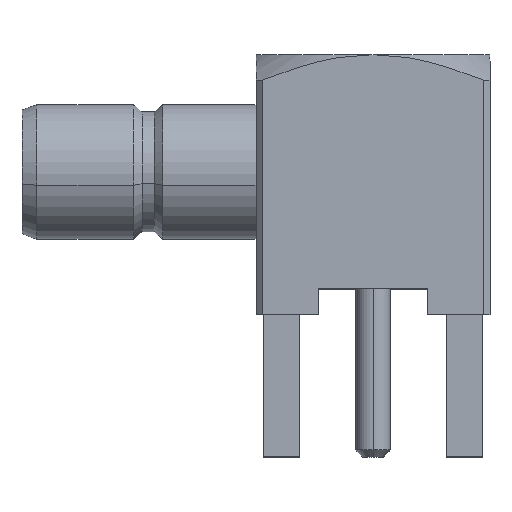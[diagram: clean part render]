
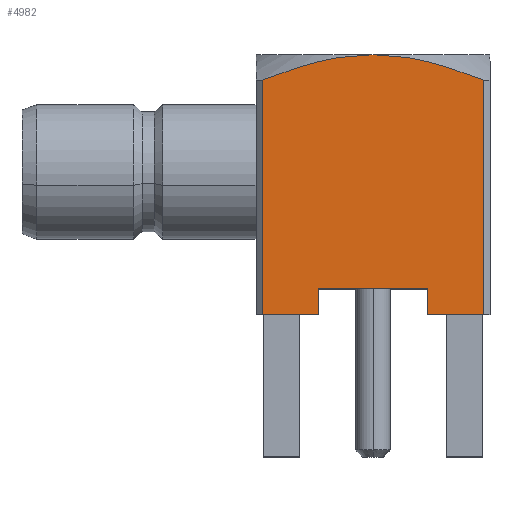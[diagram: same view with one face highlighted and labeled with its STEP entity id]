
A CAD part, top view. The second image highlights one B-rep face of the part: STEP entity #4982.
In plain terms, the highlighted planar face has unit normal (0, 0, 1).
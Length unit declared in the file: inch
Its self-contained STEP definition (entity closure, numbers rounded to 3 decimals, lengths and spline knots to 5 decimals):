
#18 = B_SPLINE_CURVE_WITH_KNOTS ( 'NONE', 3,
 ( #3098, #6120, #4580, #5648, #3226, #2621 ),
 .UNSPECIFIED., .F., .F.,
 ( 4, 2, 4 ),
 ( 0., 0.00155, 0.0031 ),
 .UNSPECIFIED. ) ;
#47 = LINE ( 'NONE', #5312, #2175 ) ;
#137 = EDGE_CURVE ( 'NONE', #2310, #4829, #3649, .T. ) ;
#220 = VERTEX_POINT ( 'NONE', #5086 ) ;
#224 = B_SPLINE_CURVE_WITH_KNOTS ( 'NONE', 3,
 ( #4702, #401, #335, #3615, #1305, #2632 ),
 .UNSPECIFIED., .F., .F.,
 ( 4, 2, 4 ),
 ( 0., 0.00155, 0.0031 ),
 .UNSPECIFIED. ) ;
#264 = CARTESIAN_POINT ( 'NONE',  ( -0.25197, 0.05906, 0.12598 ) ) ;
#274 = VERTEX_POINT ( 'NONE', #5001 ) ;
#309 = ORIENTED_EDGE ( 'NONE', *, *, #5392, .F. ) ;
#335 = CARTESIAN_POINT ( 'NONE',  ( -0.00302, 0.04078, 0.12598 ) ) ;
#349 = VERTEX_POINT ( 'NONE', #465 ) ;
#388 = CARTESIAN_POINT ( 'NONE',  ( 0.00039, -0.11929, 0.12598 ) ) ;
#401 = CARTESIAN_POINT ( 'NONE',  ( 0., 0.02065, 0.12598 ) ) ;
#465 = CARTESIAN_POINT ( 'NONE',  ( -0.27953, -0.1189, 0.12598 ) ) ;
#582 = VECTOR ( 'NONE', #3683, 39.37008 ) ;
#763 = VERTEX_POINT ( 'NONE', #3920 ) ;
#1086 = DIRECTION ( 'NONE',  ( -1., 0., 0. ) ) ;
#1291 = ORIENTED_EDGE ( 'NONE', *, *, #4483, .T. ) ;
#1305 = CARTESIAN_POINT ( 'NONE',  ( -0.01971, 0.09981, 0.12598 ) ) ;
#1618 = CARTESIAN_POINT ( 'NONE',  ( -0.27953, 0.1189, 0.12598 ) ) ;
#1639 = CARTESIAN_POINT ( 'NONE',  ( -0.25197, -0.05906, 0.12598 ) ) ;
#1695 = LINE ( 'NONE', #2155, #1964 ) ;
#1750 = CARTESIAN_POINT ( 'NONE',  ( -0.02728, -0.1189, 0.12598 ) ) ;
#1775 = CARTESIAN_POINT ( 'NONE',  ( -0.27953, -0.09252, 0.12598 ) ) ;
#1847 = DIRECTION ( 'NONE',  ( 0., 1., 0. ) ) ;
#1950 = LINE ( 'NONE', #5786, #2973 ) ;
#1964 = VECTOR ( 'NONE', #6021, 39.37008 ) ;
#2016 = ORIENTED_EDGE ( 'NONE', *, *, #137, .F. ) ;
#2070 = CARTESIAN_POINT ( 'NONE',  ( -0.13976, -0.05906, 0.12598 ) ) ;
#2155 = CARTESIAN_POINT ( 'NONE',  ( -0.27953, 0., 0.12598 ) ) ;
#2175 = VECTOR ( 'NONE', #1086, 39.37008 ) ;
#2220 = ORIENTED_EDGE ( 'NONE', *, *, #3025, .T. ) ;
#2224 = DIRECTION ( 'NONE',  ( -1., 0., 0. ) ) ;
#2273 = LINE ( 'NONE', #1775, #582 ) ;
#2310 = VERTEX_POINT ( 'NONE', #1639 ) ;
#2348 = FACE_OUTER_BOUND ( 'NONE', #6047, .T. ) ;
#2579 = ORIENTED_EDGE ( 'NONE', *, *, #5470, .T. ) ;
#2621 = CARTESIAN_POINT ( 'NONE',  ( -0.02728, -0.1189, 0.12598 ) ) ;
#2632 = CARTESIAN_POINT ( 'NONE',  ( -0.02728, 0.1189, 0.12598 ) ) ;
#2657 = CARTESIAN_POINT ( 'NONE',  ( -0.1534, -0.1189, 0.12598 ) ) ;
#2669 = DIRECTION ( 'NONE',  ( 0., 1., 0. ) ) ;
#2723 = VERTEX_POINT ( 'NONE', #4405 ) ;
#2973 = VECTOR ( 'NONE', #3432, 39.37008 ) ;
#3025 = EDGE_CURVE ( 'NONE', #2310, #274, #4017, .T. ) ;
#3040 = DIRECTION ( 'NONE',  ( -1., 0., 0. ) ) ;
#3098 = CARTESIAN_POINT ( 'NONE',  ( 0., 0., 0.12598 ) ) ;
#3116 = ORIENTED_EDGE ( 'NONE', *, *, #5636, .F. ) ;
#3149 = CARTESIAN_POINT ( 'NONE',  ( -0.25197, 0., 0.12598 ) ) ;
#3226 = CARTESIAN_POINT ( 'NONE',  ( -0.01971, -0.09981, 0.12598 ) ) ;
#3432 = DIRECTION ( 'NONE',  ( -1., 0., 0. ) ) ;
#3452 = EDGE_CURVE ( 'NONE', #763, #5219, #18, .T. ) ;
#3615 = CARTESIAN_POINT ( 'NONE',  ( -0.01291, 0.08034, 0.12598 ) ) ;
#3649 = LINE ( 'NONE', #3149, #5578 ) ;
#3683 = DIRECTION ( 'NONE',  ( 0., 1., 0. ) ) ;
#3729 = PLANE ( 'NONE',  #3806 ) ;
#3806 = AXIS2_PLACEMENT_3D ( 'NONE', #388, #4219, #1847 ) ;
#3911 = VECTOR ( 'NONE', #3040, 39.37008 ) ;
#3920 = CARTESIAN_POINT ( 'NONE',  ( 0., 0., 0.12598 ) ) ;
#4017 = LINE ( 'NONE', #2070, #3911 ) ;
#4066 = LINE ( 'NONE', #2657, #4700 ) ;
#4219 = DIRECTION ( 'NONE',  ( 0., 0., 1. ) ) ;
#4391 = VERTEX_POINT ( 'NONE', #1618 ) ;
#4405 = CARTESIAN_POINT ( 'NONE',  ( -0.02728, 0.1189, 0.12598 ) ) ;
#4483 = EDGE_CURVE ( 'NONE', #763, #2723, #224, .T. ) ;
#4580 = CARTESIAN_POINT ( 'NONE',  ( -0.00302, -0.04078, 0.12598 ) ) ;
#4700 = VECTOR ( 'NONE', #2224, 39.37008 ) ;
#4702 = CARTESIAN_POINT ( 'NONE',  ( 0., 0., 0.12598 ) ) ;
#4829 = VERTEX_POINT ( 'NONE', #264 ) ;
#4982 = ADVANCED_FACE ( 'NONE', ( #2348 ), #3729, .T. ) ;
#5001 = CARTESIAN_POINT ( 'NONE',  ( -0.27953, -0.05906, 0.12598 ) ) ;
#5086 = CARTESIAN_POINT ( 'NONE',  ( -0.27953, 0.05906, 0.12598 ) ) ;
#5219 = VERTEX_POINT ( 'NONE', #1750 ) ;
#5240 = ORIENTED_EDGE ( 'NONE', *, *, #5584, .T. ) ;
#5312 = CARTESIAN_POINT ( 'NONE',  ( -0.13976, 0.1189, 0.12598 ) ) ;
#5392 = EDGE_CURVE ( 'NONE', #349, #274, #2273, .T. ) ;
#5394 = ORIENTED_EDGE ( 'NONE', *, *, #3452, .F. ) ;
#5439 = EDGE_CURVE ( 'NONE', #5219, #349, #4066, .T. ) ;
#5470 = EDGE_CURVE ( 'NONE', #4391, #220, #1695, .T. ) ;
#5578 = VECTOR ( 'NONE', #2669, 39.37008 ) ;
#5584 = EDGE_CURVE ( 'NONE', #2723, #4391, #47, .T. ) ;
#5636 = EDGE_CURVE ( 'NONE', #4829, #220, #1950, .T. ) ;
#5648 = CARTESIAN_POINT ( 'NONE',  ( -0.01291, -0.08034, 0.12598 ) ) ;
#5786 = CARTESIAN_POINT ( 'NONE',  ( -0.26575, 0.05906, 0.12598 ) ) ;
#6021 = DIRECTION ( 'NONE',  ( 0., -1., 0. ) ) ;
#6047 = EDGE_LOOP ( 'NONE', ( #309, #6214, #5394, #1291, #5240, #2579, #3116, #2016, #2220 ) ) ;
#6120 = CARTESIAN_POINT ( 'NONE',  ( 0., -0.02065, 0.12598 ) ) ;
#6214 = ORIENTED_EDGE ( 'NONE', *, *, #5439, .F. ) ;
